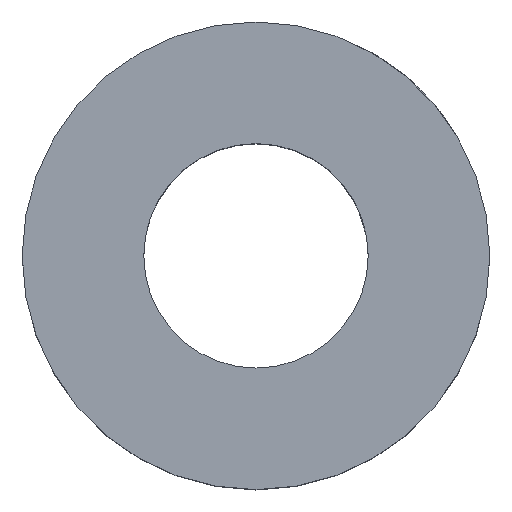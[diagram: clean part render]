
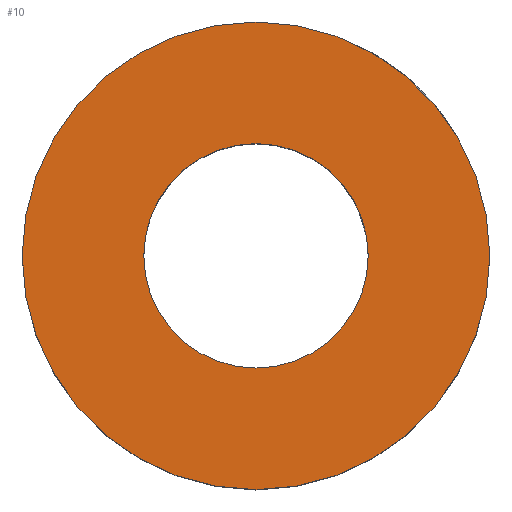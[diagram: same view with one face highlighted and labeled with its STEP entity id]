
A CAD part, top view. The second image highlights one B-rep face of the part: STEP entity #10.
In plain terms, the highlighted planar face has unit normal (0, 0, 1).
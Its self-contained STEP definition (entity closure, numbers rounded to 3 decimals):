
#10 = ADVANCED_FACE ( 'NONE', ( #404, #361 ), #49, .T. ) ;
#33 = VERTEX_POINT ( 'NONE', #143 ) ;
#37 = VERTEX_POINT ( 'NONE', #133 ) ;
#45 = VERTEX_POINT ( 'NONE', #138 ) ;
#49 = PLANE ( 'NONE',  #295 ) ;
#51 = CARTESIAN_POINT ( 'NONE',  ( 0., 0., 10. ) ) ;
#52 = DIRECTION ( 'NONE',  ( 0., 0., 1. ) ) ;
#92 = DIRECTION ( 'NONE',  ( 1., 0., 0. ) ) ;
#93 = DIRECTION ( 'NONE',  ( 0., 0., 1. ) ) ;
#96 = CARTESIAN_POINT ( 'NONE',  ( 0., 0., 10. ) ) ;
#131 = DIRECTION ( 'NONE',  ( 1., 0., 0. ) ) ;
#133 = CARTESIAN_POINT ( 'NONE',  ( -12.5, 0., 10. ) ) ;
#138 = CARTESIAN_POINT ( 'NONE',  ( -6., 0., 10. ) ) ;
#140 = CARTESIAN_POINT ( 'NONE',  ( 12.5, 0., 10. ) ) ;
#143 = CARTESIAN_POINT ( 'NONE',  ( 6., 0., 10. ) ) ;
#157 = CARTESIAN_POINT ( 'NONE',  ( 0., 0., 10. ) ) ;
#158 = DIRECTION ( 'NONE',  ( 0., 0., 1. ) ) ;
#159 = CARTESIAN_POINT ( 'NONE',  ( 0., 0., 10. ) ) ;
#160 = DIRECTION ( 'NONE',  ( 1., 0., 0. ) ) ;
#161 = DIRECTION ( 'NONE',  ( 1., 0., 0. ) ) ;
#162 = DIRECTION ( 'NONE',  ( 0., 0., 1. ) ) ;
#192 = VERTEX_POINT ( 'NONE', #140 ) ;
#201 = CARTESIAN_POINT ( 'NONE',  ( 0., 0., 10. ) ) ;
#202 = DIRECTION ( 'NONE',  ( 0., 0., 1. ) ) ;
#207 = DIRECTION ( 'NONE',  ( 1., 0., 0. ) ) ;
#258 = AXIS2_PLACEMENT_3D ( 'NONE', #96, #93, #92 ) ;
#261 = EDGE_CURVE ( 'NONE', #33, #45, #338, .T. ) ;
#262 = EDGE_CURVE ( 'NONE', #37, #192, #422, .T. ) ;
#281 = AXIS2_PLACEMENT_3D ( 'NONE', #201, #202, #207 ) ;
#282 = AXIS2_PLACEMENT_3D ( 'NONE', #159, #162, #161 ) ;
#283 = AXIS2_PLACEMENT_3D ( 'NONE', #157, #158, #160 ) ;
#295 = AXIS2_PLACEMENT_3D ( 'NONE', #51, #52, #131 ) ;
#301 = EDGE_CURVE ( 'NONE', #45, #33, #323, .T. ) ;
#307 = EDGE_CURVE ( 'NONE', #192, #37, #316, .T. ) ;
#316 = CIRCLE ( 'NONE', #281, 12.5 ) ;
#323 = CIRCLE ( 'NONE', #258, 6. ) ;
#338 = CIRCLE ( 'NONE', #283, 6. ) ;
#349 = EDGE_LOOP ( 'NONE', ( #373, #379 ) ) ;
#361 = FACE_BOUND ( 'NONE', #349, .T. ) ;
#367 = ORIENTED_EDGE ( 'NONE', *, *, #262, .T. ) ;
#370 = ORIENTED_EDGE ( 'NONE', *, *, #307, .T. ) ;
#373 = ORIENTED_EDGE ( 'NONE', *, *, #301, .F. ) ;
#379 = ORIENTED_EDGE ( 'NONE', *, *, #261, .F. ) ;
#388 = EDGE_LOOP ( 'NONE', ( #367, #370 ) ) ;
#404 = FACE_OUTER_BOUND ( 'NONE', #388, .T. ) ;
#422 = CIRCLE ( 'NONE', #282, 12.5 ) ;
